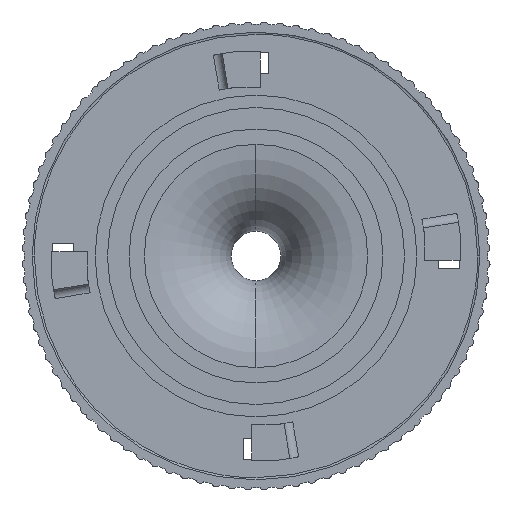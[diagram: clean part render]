
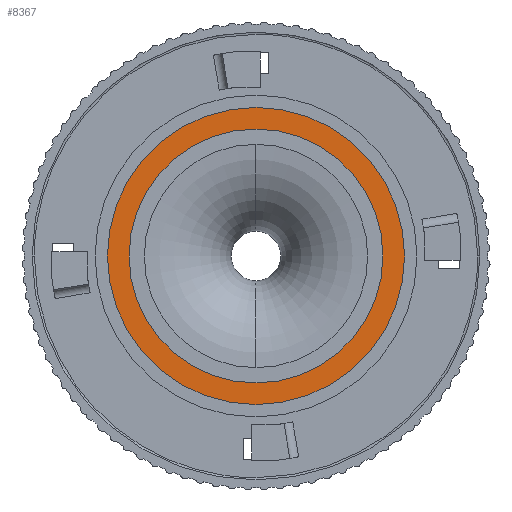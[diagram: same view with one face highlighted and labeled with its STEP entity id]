
A CAD part, front view. The second image highlights one B-rep face of the part: STEP entity #8367.
In plain terms, the highlighted planar face has unit normal (0, -1, 0).
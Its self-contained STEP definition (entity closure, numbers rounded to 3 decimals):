
#718 = CARTESIAN_POINT ( 'NONE',  ( 0., 8., 0. ) ) ;
#868 = CARTESIAN_POINT ( 'NONE',  ( 0., 8., 28.49 ) ) ;
#916 = DIRECTION ( 'NONE',  ( 0., 1., 0. ) ) ;
#1402 = CARTESIAN_POINT ( 'NONE',  ( -33.35, 8., 0. ) ) ;
#1435 = DIRECTION ( 'NONE',  ( 0., 1., 0. ) ) ;
#1454 = CARTESIAN_POINT ( 'NONE',  ( 0., 8., 0. ) ) ;
#1462 = ORIENTED_EDGE ( 'NONE', *, *, #10553, .F. ) ;
#1892 = DIRECTION ( 'NONE',  ( 1., 0., 0. ) ) ;
#1995 = ORIENTED_EDGE ( 'NONE', *, *, #2960, .F. ) ;
#2006 = AXIS2_PLACEMENT_3D ( 'NONE', #7191, #916, #10223 ) ;
#2288 = DIRECTION ( 'NONE',  ( 0., 0., 1. ) ) ;
#2316 = CARTESIAN_POINT ( 'NONE',  ( -33.35, 8., 0. ) ) ;
#2538 = DIRECTION ( 'NONE',  ( 0., -1., 0. ) ) ;
#2607 = DIRECTION ( 'NONE',  ( 0., 0., -1. ) ) ;
#2684 = VERTEX_POINT ( 'NONE', #3337 ) ;
#2691 = EDGE_CURVE ( 'NONE', #4176, #2684, #7324, .T. ) ;
#2960 = EDGE_CURVE ( 'NONE', #6695, #3904, #8492, .T. ) ;
#2976 = EDGE_LOOP ( 'NONE', ( #1462, #8426 ) ) ;
#3056 = CIRCLE ( 'NONE', #6458, 28.49 ) ;
#3337 = CARTESIAN_POINT ( 'NONE',  ( 0., 8., -28.49 ) ) ;
#3904 = VERTEX_POINT ( 'NONE', #1402 ) ;
#4119 = ORIENTED_EDGE ( 'NONE', *, *, #10727, .F. ) ;
#4176 = VERTEX_POINT ( 'NONE', #868 ) ;
#4904 = CARTESIAN_POINT ( 'NONE',  ( 33.35, 8., 0. ) ) ;
#6458 = AXIS2_PLACEMENT_3D ( 'NONE', #1454, #7945, #8832 ) ;
#6536 = AXIS2_PLACEMENT_3D ( 'NONE', #718, #2538, #2607 ) ;
#6695 = VERTEX_POINT ( 'NONE', #4904 ) ;
#7191 = CARTESIAN_POINT ( 'NONE',  ( 0., 8., 0. ) ) ;
#7324 = CIRCLE ( 'NONE', #6536, 28.49 ) ;
#7387 = CARTESIAN_POINT ( 'NONE',  ( 0., 8., 0. ) ) ;
#7753 = PLANE ( 'NONE',  #9254 ) ;
#7945 = DIRECTION ( 'NONE',  ( 0., -1., 0. ) ) ;
#8367 = ADVANCED_FACE ( 'NONE', ( #10918, #10494 ), #7753, .F. ) ;
#8426 = ORIENTED_EDGE ( 'NONE', *, *, #2691, .F. ) ;
#8492 = CIRCLE ( 'NONE', #2006, 33.35 ) ;
#8832 = DIRECTION ( 'NONE',  ( 0., 0., -1. ) ) ;
#9214 = AXIS2_PLACEMENT_3D ( 'NONE', #7387, #11051, #1892 ) ;
#9254 = AXIS2_PLACEMENT_3D ( 'NONE', #2316, #1435, #2288 ) ;
#10223 = DIRECTION ( 'NONE',  ( 1., 0., 0. ) ) ;
#10494 = FACE_BOUND ( 'NONE', #2976, .T. ) ;
#10553 = EDGE_CURVE ( 'NONE', #2684, #4176, #3056, .T. ) ;
#10724 = CIRCLE ( 'NONE', #9214, 33.35 ) ;
#10727 = EDGE_CURVE ( 'NONE', #3904, #6695, #10724, .T. ) ;
#10918 = FACE_OUTER_BOUND ( 'NONE', #11729, .T. ) ;
#11051 = DIRECTION ( 'NONE',  ( 0., 1., 0. ) ) ;
#11729 = EDGE_LOOP ( 'NONE', ( #1995, #4119 ) ) ;
